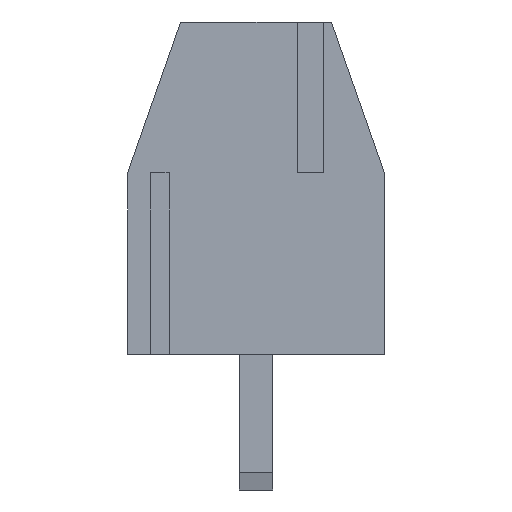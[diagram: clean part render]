
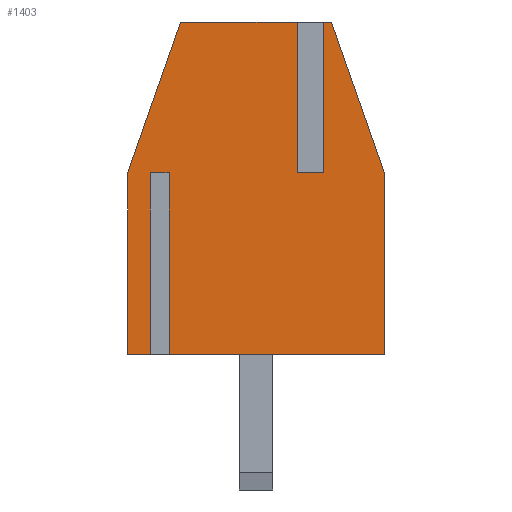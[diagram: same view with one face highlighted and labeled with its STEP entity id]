
A CAD part, left-side view. The second image highlights one B-rep face of the part: STEP entity #1403.
In plain terms, the highlighted planar face has unit normal (-1, 0, 0).
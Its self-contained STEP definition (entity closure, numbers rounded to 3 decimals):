
#1403 = ADVANCED_FACE('',(#1404),#1518,.F.);
#1404 = FACE_BOUND('',#1405,.F.);
#1405 = EDGE_LOOP('',(#1406,#1416,#1424,#1432,#1440,#1448,#1456,#1464,
    #1472,#1480,#1488,#1496,#1504,#1512));
#1406 = ORIENTED_EDGE('',*,*,#1407,.T.);
#1407 = EDGE_CURVE('',#1408,#1410,#1412,.T.);
#1408 = VERTEX_POINT('',#1409);
#1409 = CARTESIAN_POINT('',(-1.75,-2.,8.8));
#1410 = VERTEX_POINT('',#1411);
#1411 = CARTESIAN_POINT('',(-1.75,-3.4,4.8));
#1412 = LINE('',#1413,#1414);
#1413 = CARTESIAN_POINT('',(-1.75,-2.,8.8));
#1414 = VECTOR('',#1415,1.);
#1415 = DIRECTION('',(0.,-0.33,-0.944));
#1416 = ORIENTED_EDGE('',*,*,#1417,.T.);
#1417 = EDGE_CURVE('',#1410,#1418,#1420,.T.);
#1418 = VERTEX_POINT('',#1419);
#1419 = CARTESIAN_POINT('',(-1.75,-3.4,-0.));
#1420 = LINE('',#1421,#1422);
#1421 = CARTESIAN_POINT('',(-1.75,-3.4,4.8));
#1422 = VECTOR('',#1423,1.);
#1423 = DIRECTION('',(0.,0.,-1.));
#1424 = ORIENTED_EDGE('',*,*,#1425,.T.);
#1425 = EDGE_CURVE('',#1418,#1426,#1428,.T.);
#1426 = VERTEX_POINT('',#1427);
#1427 = CARTESIAN_POINT('',(-1.75,2.3,0.));
#1428 = LINE('',#1429,#1430);
#1429 = CARTESIAN_POINT('',(-1.75,-3.4,0.));
#1430 = VECTOR('',#1431,1.);
#1431 = DIRECTION('',(0.,1.,0.));
#1432 = ORIENTED_EDGE('',*,*,#1433,.F.);
#1433 = EDGE_CURVE('',#1434,#1426,#1436,.T.);
#1434 = VERTEX_POINT('',#1435);
#1435 = CARTESIAN_POINT('',(-1.75,2.3,4.8));
#1436 = LINE('',#1437,#1438);
#1437 = CARTESIAN_POINT('',(-1.75,2.3,4.8));
#1438 = VECTOR('',#1439,1.);
#1439 = DIRECTION('',(0.,0.,-1.));
#1440 = ORIENTED_EDGE('',*,*,#1441,.T.);
#1441 = EDGE_CURVE('',#1434,#1442,#1444,.T.);
#1442 = VERTEX_POINT('',#1443);
#1443 = CARTESIAN_POINT('',(-1.75,2.8,4.8));
#1444 = LINE('',#1445,#1446);
#1445 = CARTESIAN_POINT('',(-1.75,2.3,4.8));
#1446 = VECTOR('',#1447,1.);
#1447 = DIRECTION('',(0.,1.,0.));
#1448 = ORIENTED_EDGE('',*,*,#1449,.T.);
#1449 = EDGE_CURVE('',#1442,#1450,#1452,.T.);
#1450 = VERTEX_POINT('',#1451);
#1451 = CARTESIAN_POINT('',(-1.75,2.8,0.));
#1452 = LINE('',#1453,#1454);
#1453 = CARTESIAN_POINT('',(-1.75,2.8,4.8));
#1454 = VECTOR('',#1455,1.);
#1455 = DIRECTION('',(0.,0.,-1.));
#1456 = ORIENTED_EDGE('',*,*,#1457,.T.);
#1457 = EDGE_CURVE('',#1450,#1458,#1460,.T.);
#1458 = VERTEX_POINT('',#1459);
#1459 = CARTESIAN_POINT('',(-1.75,3.4,0.));
#1460 = LINE('',#1461,#1462);
#1461 = CARTESIAN_POINT('',(-1.75,-3.4,0.));
#1462 = VECTOR('',#1463,1.);
#1463 = DIRECTION('',(0.,1.,0.));
#1464 = ORIENTED_EDGE('',*,*,#1465,.T.);
#1465 = EDGE_CURVE('',#1458,#1466,#1468,.T.);
#1466 = VERTEX_POINT('',#1467);
#1467 = CARTESIAN_POINT('',(-1.75,3.4,4.8));
#1468 = LINE('',#1469,#1470);
#1469 = CARTESIAN_POINT('',(-1.75,3.4,0.));
#1470 = VECTOR('',#1471,1.);
#1471 = DIRECTION('',(0.,0.,1.));
#1472 = ORIENTED_EDGE('',*,*,#1473,.T.);
#1473 = EDGE_CURVE('',#1466,#1474,#1476,.T.);
#1474 = VERTEX_POINT('',#1475);
#1475 = CARTESIAN_POINT('',(-1.75,2.,8.8));
#1476 = LINE('',#1477,#1478);
#1477 = CARTESIAN_POINT('',(-1.75,3.4,4.8));
#1478 = VECTOR('',#1479,1.);
#1479 = DIRECTION('',(0.,-0.33,0.944));
#1480 = ORIENTED_EDGE('',*,*,#1481,.T.);
#1481 = EDGE_CURVE('',#1474,#1482,#1484,.T.);
#1482 = VERTEX_POINT('',#1483);
#1483 = CARTESIAN_POINT('',(-1.75,-1.2,8.8));
#1484 = LINE('',#1485,#1486);
#1485 = CARTESIAN_POINT('',(-1.75,2.,8.8));
#1486 = VECTOR('',#1487,1.);
#1487 = DIRECTION('',(0.,-1.,0.));
#1488 = ORIENTED_EDGE('',*,*,#1489,.F.);
#1489 = EDGE_CURVE('',#1490,#1482,#1492,.T.);
#1490 = VERTEX_POINT('',#1491);
#1491 = CARTESIAN_POINT('',(-1.75,-1.2,4.8));
#1492 = LINE('',#1493,#1494);
#1493 = CARTESIAN_POINT('',(-1.75,-1.2,4.8));
#1494 = VECTOR('',#1495,1.);
#1495 = DIRECTION('',(0.,0.,1.));
#1496 = ORIENTED_EDGE('',*,*,#1497,.T.);
#1497 = EDGE_CURVE('',#1490,#1498,#1500,.T.);
#1498 = VERTEX_POINT('',#1499);
#1499 = CARTESIAN_POINT('',(-1.75,-1.7,4.8));
#1500 = LINE('',#1501,#1502);
#1501 = CARTESIAN_POINT('',(-1.75,-1.2,4.8));
#1502 = VECTOR('',#1503,1.);
#1503 = DIRECTION('',(0.,-1.,0.));
#1504 = ORIENTED_EDGE('',*,*,#1505,.T.);
#1505 = EDGE_CURVE('',#1498,#1506,#1508,.T.);
#1506 = VERTEX_POINT('',#1507);
#1507 = CARTESIAN_POINT('',(-1.75,-1.7,8.8));
#1508 = LINE('',#1509,#1510);
#1509 = CARTESIAN_POINT('',(-1.75,-1.7,4.8));
#1510 = VECTOR('',#1511,1.);
#1511 = DIRECTION('',(0.,0.,1.));
#1512 = ORIENTED_EDGE('',*,*,#1513,.T.);
#1513 = EDGE_CURVE('',#1506,#1408,#1514,.T.);
#1514 = LINE('',#1515,#1516);
#1515 = CARTESIAN_POINT('',(-1.75,2.,8.8));
#1516 = VECTOR('',#1517,1.);
#1517 = DIRECTION('',(0.,-1.,0.));
#1518 = PLANE('',#1519);
#1519 = AXIS2_PLACEMENT_3D('',#1520,#1521,#1522);
#1520 = CARTESIAN_POINT('',(-1.75,0.,4.013));
#1521 = DIRECTION('',(1.,0.,0.));
#1522 = DIRECTION('',(0.,0.,1.));
